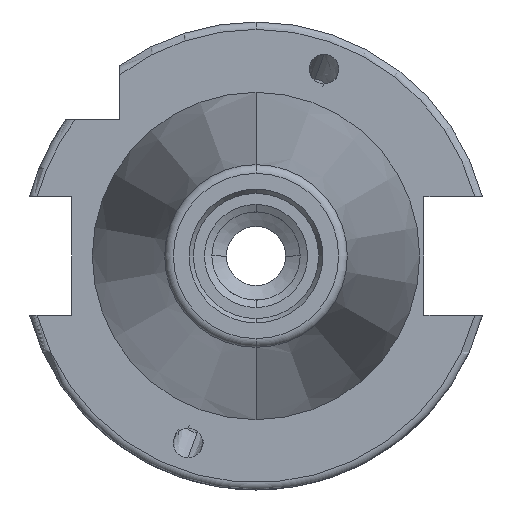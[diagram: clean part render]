
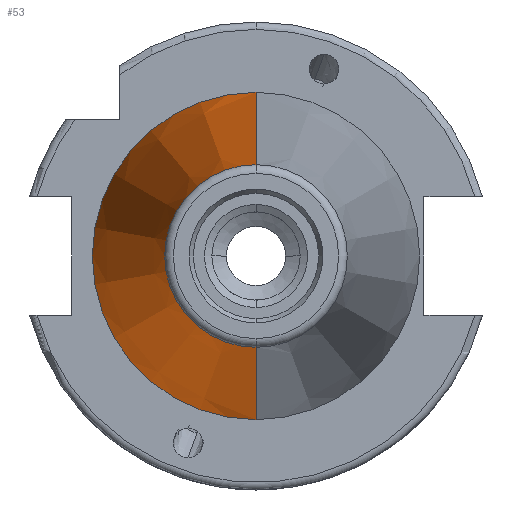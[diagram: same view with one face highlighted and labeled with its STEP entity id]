
A CAD part, left-side view. The second image highlights one B-rep face of the part: STEP entity #53.
In plain terms, the highlighted conical face has half-angle 8.297 degrees and reference radius 22.225 mm.
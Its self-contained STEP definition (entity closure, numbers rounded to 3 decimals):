
#53 = ADVANCED_FACE ( 'NONE', ( #1319 ), #6542, .T. ) ;
#100 = CARTESIAN_POINT ( 'NONE',  ( 0., 0., 0. ) ) ;
#203 = VECTOR ( 'NONE', #9604, 1000. ) ;
#548 = LINE ( 'NONE', #4327, #3185 ) ;
#556 = DIRECTION ( 'NONE',  ( 0., 1., 0. ) ) ;
#920 = CARTESIAN_POINT ( 'NONE',  ( -67.373, 12.4, 0. ) ) ;
#941 = DIRECTION ( 'NONE',  ( -1., 0., 0. ) ) ;
#1119 = DIRECTION ( 'NONE',  ( 0.99, -0.144, 0. ) ) ;
#1256 = EDGE_CURVE ( 'NONE', #7974, #6816, #4874, .T. ) ;
#1265 = DIRECTION ( 'NONE',  ( 0., -1., 0. ) ) ;
#1319 = FACE_OUTER_BOUND ( 'NONE', #2614, .T. ) ;
#1543 = ORIENTED_EDGE ( 'NONE', *, *, #7788, .T. ) ;
#1545 = ORIENTED_EDGE ( 'NONE', *, *, #1256, .F. ) ;
#1783 = LINE ( 'NONE', #9650, #203 ) ;
#2614 = EDGE_LOOP ( 'NONE', ( #1545, #1543, #6951, #3557 ) ) ;
#3185 = VECTOR ( 'NONE', #1119, 1000. ) ;
#3557 = ORIENTED_EDGE ( 'NONE', *, *, #4879, .F. ) ;
#3730 = VERTEX_POINT ( 'NONE', #8061 ) ;
#4159 = CIRCLE ( 'NONE', #7012, 22.225 ) ;
#4327 = CARTESIAN_POINT ( 'NONE',  ( 0., -22.225, 0. ) ) ;
#4547 = CARTESIAN_POINT ( 'NONE',  ( 0., 0., 0. ) ) ;
#4874 = CIRCLE ( 'NONE', #9710, 12.4 ) ;
#4879 = EDGE_CURVE ( 'NONE', #6816, #3730, #1783, .T. ) ;
#5157 = EDGE_CURVE ( 'NONE', #6958, #3730, #4159, .T. ) ;
#6324 = CARTESIAN_POINT ( 'NONE',  ( -67.373, -12.4, 0. ) ) ;
#6542 = CONICAL_SURFACE ( 'NONE', #6871, 22.225, 0.145 ) ;
#6816 = VERTEX_POINT ( 'NONE', #920 ) ;
#6871 = AXIS2_PLACEMENT_3D ( 'NONE', #4547, #7743, #556 ) ;
#6951 = ORIENTED_EDGE ( 'NONE', *, *, #5157, .T. ) ;
#6958 = VERTEX_POINT ( 'NONE', #9562 ) ;
#7012 = AXIS2_PLACEMENT_3D ( 'NONE', #100, #941, #7956 ) ;
#7577 = DIRECTION ( 'NONE',  ( -1., 0., 0. ) ) ;
#7622 = CARTESIAN_POINT ( 'NONE',  ( -67.373, 0., 0. ) ) ;
#7743 = DIRECTION ( 'NONE',  ( 1., 0., 0. ) ) ;
#7788 = EDGE_CURVE ( 'NONE', #7974, #6958, #548, .T. ) ;
#7956 = DIRECTION ( 'NONE',  ( 0., -1., 0. ) ) ;
#7974 = VERTEX_POINT ( 'NONE', #6324 ) ;
#8061 = CARTESIAN_POINT ( 'NONE',  ( 0., 22.225, 0. ) ) ;
#9562 = CARTESIAN_POINT ( 'NONE',  ( 0., -22.225, 0. ) ) ;
#9604 = DIRECTION ( 'NONE',  ( 0.99, 0.144, 0. ) ) ;
#9650 = CARTESIAN_POINT ( 'NONE',  ( 0., 22.225, 0. ) ) ;
#9710 = AXIS2_PLACEMENT_3D ( 'NONE', #7622, #7577, #1265 ) ;
